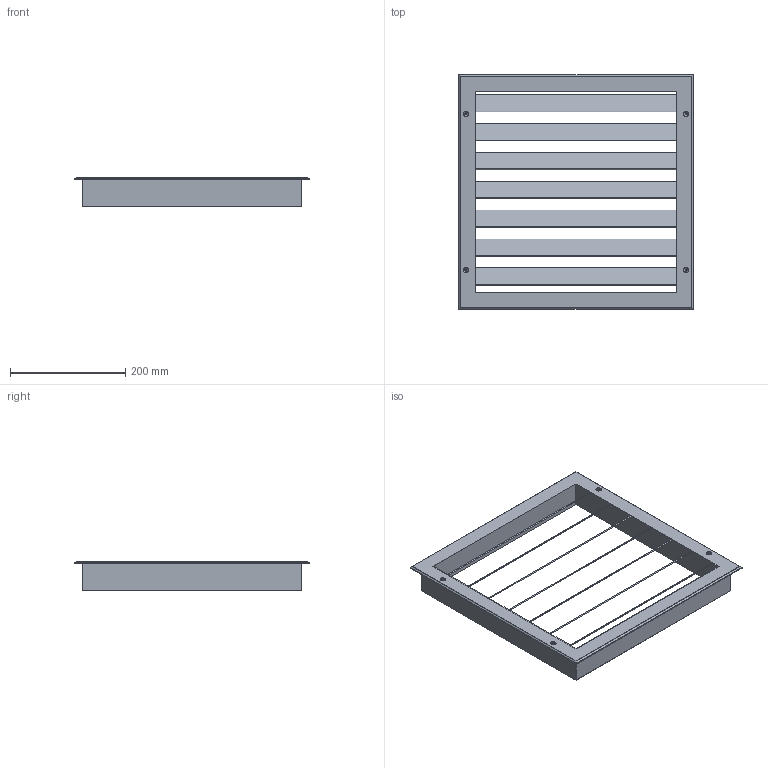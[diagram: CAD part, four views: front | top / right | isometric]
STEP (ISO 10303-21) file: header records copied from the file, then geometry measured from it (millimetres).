
FILE_DESCRIPTION (( 'STEP AP214' ), '1' );
FILE_NAME ('MLZ-35.STEP', '2022-10-12T16:45:46', ( '' ), ( '' ), 'SwSTEP 2.0', 'SolidWorks 2021', '' );
FILE_SCHEMA (( 'AUTOMOTIVE_DESIGN' ));
Length unit declared in the file: millimetre
Products named in the file (1): MLZ-35
Bounding box: 407 x 407 x 52 mm (x, y, z)
Volume: 344021.4 mm3; surface area: 598549 mm2
Topology: 2 solids, 2 shells, 122 faces, 337 edges, 212 vertices
Faces by surface type: plane 61, cylinder 45, cone 16
Entity records: 3988 total; most frequent: DIRECTION 703, ORIENTED_EDGE 674, CARTESIAN_POINT 672, EDGE_CURVE 337, AXIS2_PLACEMENT_3D 243, VECTOR 217, LINE 217, VERTEX_POINT 212
